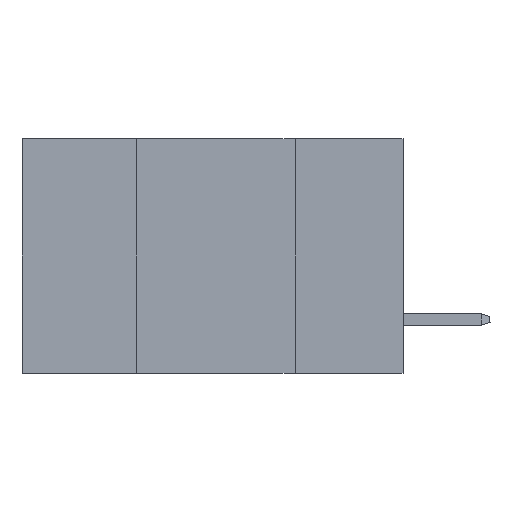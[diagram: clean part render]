
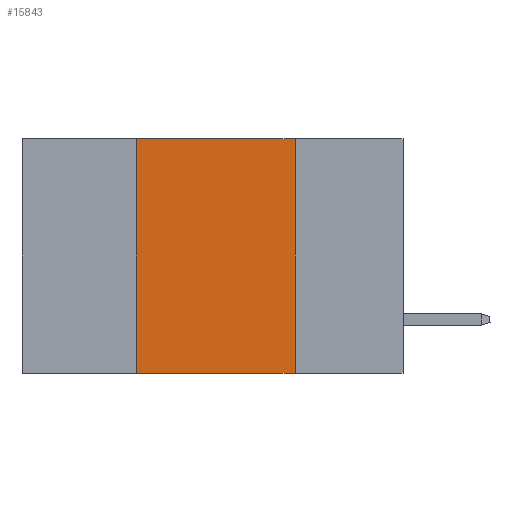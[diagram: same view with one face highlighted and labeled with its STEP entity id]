
A CAD part, left-side view. The second image highlights one B-rep face of the part: STEP entity #15843.
In plain terms, the highlighted planar face has unit normal (-1, 0, 0).
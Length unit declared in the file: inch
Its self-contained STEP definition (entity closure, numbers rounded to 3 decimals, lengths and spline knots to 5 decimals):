
#96 = LINE ( 'NONE', #10639, #11733 ) ;
#122 = ORIENTED_EDGE ( 'NONE', *, *, #1621, .F. ) ;
#578 = EDGE_CURVE ( 'NONE', #16263, #10004, #9536, .T. ) ;
#755 = EDGE_LOOP ( 'NONE', ( #13637, #122, #8732, #3262 ) ) ;
#1621 = EDGE_CURVE ( 'NONE', #5022, #10431, #3009, .T. ) ;
#2163 = DIRECTION ( 'NONE',  ( 0., 0., -1. ) ) ;
#2304 = CARTESIAN_POINT ( 'NONE',  ( 0., 0.42, -0.37 ) ) ;
#2332 = FACE_OUTER_BOUND ( 'NONE', #755, .T. ) ;
#3009 = LINE ( 'NONE', #12485, #9711 ) ;
#3262 = ORIENTED_EDGE ( 'NONE', *, *, #578, .T. ) ;
#3457 = CARTESIAN_POINT ( 'NONE',  ( 0., 0.6, 0. ) ) ;
#3945 = EDGE_CURVE ( 'NONE', #10431, #10004, #6680, .T. ) ;
#4777 = CARTESIAN_POINT ( 'NONE',  ( 0., 0.42, 0. ) ) ;
#5022 = VERTEX_POINT ( 'NONE', #4777 ) ;
#5500 = EDGE_CURVE ( 'NONE', #16263, #5022, #96, .T. ) ;
#6680 = LINE ( 'NONE', #10681, #7390 ) ;
#7390 = VECTOR ( 'NONE', #9967, 39.37008 ) ;
#8200 = DIRECTION ( 'NONE',  ( 0., -1., 0. ) ) ;
#8732 = ORIENTED_EDGE ( 'NONE', *, *, #5500, .F. ) ;
#9536 = LINE ( 'NONE', #13477, #9690 ) ;
#9690 = VECTOR ( 'NONE', #15964, 39.37008 ) ;
#9711 = VECTOR ( 'NONE', #8200, 39.37008 ) ;
#9967 = DIRECTION ( 'NONE',  ( 0., 0., -1. ) ) ;
#10004 = VERTEX_POINT ( 'NONE', #14523 ) ;
#10127 = PLANE ( 'NONE',  #11206 ) ;
#10431 = VERTEX_POINT ( 'NONE', #10764 ) ;
#10639 = CARTESIAN_POINT ( 'NONE',  ( 0., 0.42, 0. ) ) ;
#10681 = CARTESIAN_POINT ( 'NONE',  ( 0., 0.17, 0. ) ) ;
#10764 = CARTESIAN_POINT ( 'NONE',  ( 0., 0.17, 0. ) ) ;
#11206 = AXIS2_PLACEMENT_3D ( 'NONE', #3457, #13977, #2163 ) ;
#11733 = VECTOR ( 'NONE', #14308, 39.37008 ) ;
#12485 = CARTESIAN_POINT ( 'NONE',  ( 0., 0.6, 0. ) ) ;
#13477 = CARTESIAN_POINT ( 'NONE',  ( 0., 0.6, -0.37 ) ) ;
#13637 = ORIENTED_EDGE ( 'NONE', *, *, #3945, .F. ) ;
#13977 = DIRECTION ( 'NONE',  ( 1., 0., 0. ) ) ;
#14308 = DIRECTION ( 'NONE',  ( 0., 0., 1. ) ) ;
#14523 = CARTESIAN_POINT ( 'NONE',  ( 0., 0.17, -0.37 ) ) ;
#15843 = ADVANCED_FACE ( 'NONE', ( #2332 ), #10127, .F. ) ;
#15964 = DIRECTION ( 'NONE',  ( 0., -1., 0. ) ) ;
#16263 = VERTEX_POINT ( 'NONE', #2304 ) ;
